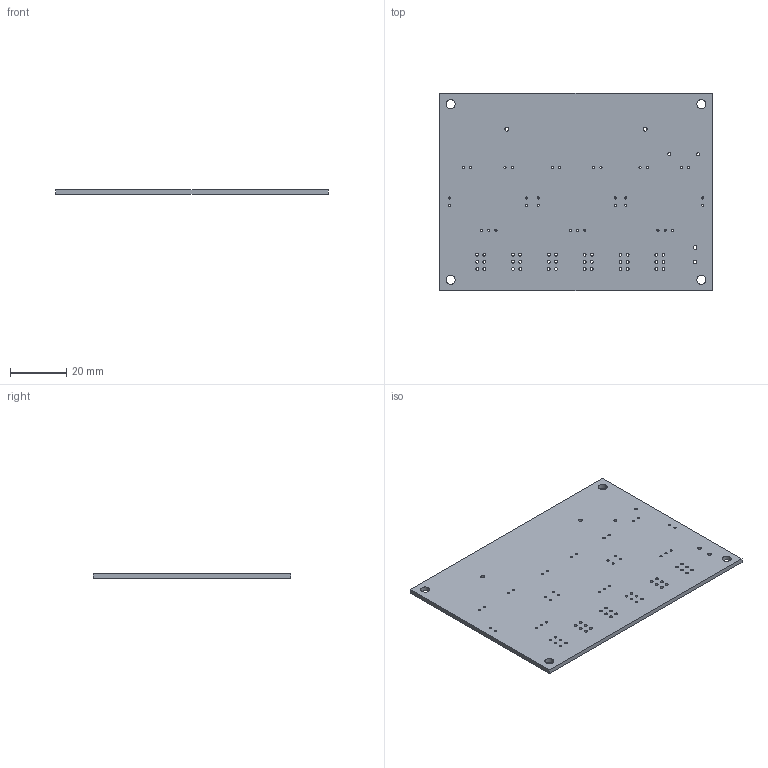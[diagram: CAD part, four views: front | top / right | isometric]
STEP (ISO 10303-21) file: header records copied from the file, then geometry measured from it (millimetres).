
FILE_DESCRIPTION(('KiCad electronic assembly'),'2;1');
FILE_NAME('ext_amp.step','2022-08-06T16:18:57',('Pcbnew'),('Kicad'), 'Open CASCADE STEP processor 7.5','KiCad to STEP converter','Unknown' );
FILE_SCHEMA(('AUTOMOTIVE_DESIGN { 1 0 10303 214 1 1 1 1 }'));
Length unit declared in the file: millimetre
Products named in the file (2): ext_amp 1; ext_amp PCB
Assembly tree (1 placements, depth 2):
  ext_amp 1
    ext_amp PCB
Bounding box: 96.52 x 69.85 x 1.6 mm (x, y, z)
Volume: 10654.1 mm3; surface area: 14259.9 mm2
Topology: 1 solids, 1 shells, 85 faces, 249 edges, 166 vertices
Faces by surface type: cylinder 79, plane 6
Full cylindrical faces by diameter (mm): 0.762 x33, 1 x36, 1.1 x2, 1.3 x2, 1.4 x2, 3.2 x4
Entity records: 6995 total; most frequent: CARTESIAN_POINT 1948, DIRECTION 921, ORIENTED_EDGE 498, PCURVE 498, DEFINITIONAL_REPRESENTATION 498, LINE 431, VECTOR 431, EDGE_CURVE 249
